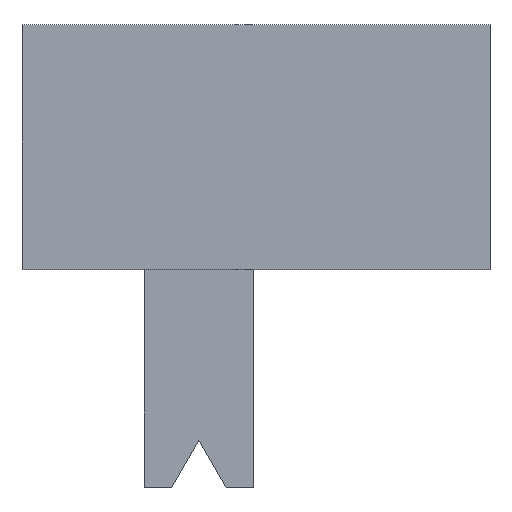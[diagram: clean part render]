
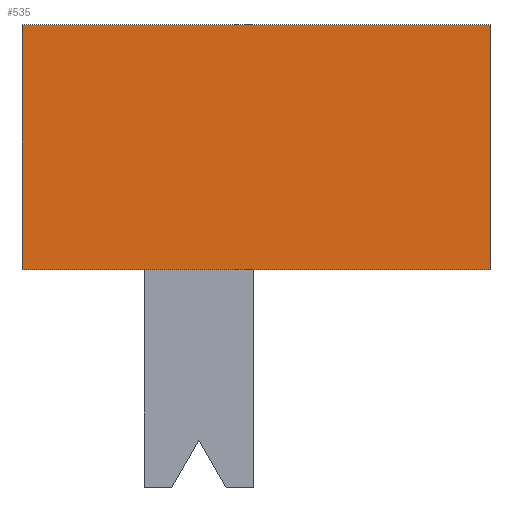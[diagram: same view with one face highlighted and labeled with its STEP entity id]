
A CAD part, top view. The second image highlights one B-rep face of the part: STEP entity #535.
In plain terms, the highlighted planar face has unit normal (0, 0, 1).
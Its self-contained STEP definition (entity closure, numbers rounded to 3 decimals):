
#44 = VECTOR ( 'NONE', #748, 1000. ) ;
#65 = EDGE_CURVE ( 'NONE', #722, #971, #880, .T. ) ;
#84 = DIRECTION ( 'NONE',  ( 0., 0., 1. ) ) ;
#163 = CARTESIAN_POINT ( 'NONE',  ( 4.3, -2.25, 4.7 ) ) ;
#179 = CARTESIAN_POINT ( 'NONE',  ( -4.3, 2.25, 4.7 ) ) ;
#181 = CARTESIAN_POINT ( 'NONE',  ( 4.3, 2.25, 4.7 ) ) ;
#311 = ORIENTED_EDGE ( 'NONE', *, *, #65, .T. ) ;
#330 = ORIENTED_EDGE ( 'NONE', *, *, #1123, .F. ) ;
#373 = CARTESIAN_POINT ( 'NONE',  ( -4.3, 0., 4.7 ) ) ;
#379 = CARTESIAN_POINT ( 'NONE',  ( -4.3, -2.25, 4.7 ) ) ;
#396 = DIRECTION ( 'NONE',  ( 0., -1., 0. ) ) ;
#424 = VERTEX_POINT ( 'NONE', #179 ) ;
#461 = EDGE_CURVE ( 'NONE', #424, #545, #967, .T. ) ;
#470 = DIRECTION ( 'NONE',  ( 1., 0., 0. ) ) ;
#488 = PLANE ( 'NONE',  #1152 ) ;
#510 = VECTOR ( 'NONE', #565, 1000. ) ;
#535 = ADVANCED_FACE ( 'NONE', ( #579 ), #488, .T. ) ;
#545 = VERTEX_POINT ( 'NONE', #379 ) ;
#565 = DIRECTION ( 'NONE',  ( 1., 0., 0. ) ) ;
#567 = LINE ( 'NONE', #1228, #44 ) ;
#579 = FACE_OUTER_BOUND ( 'NONE', #916, .T. ) ;
#722 = VERTEX_POINT ( 'NONE', #163 ) ;
#748 = DIRECTION ( 'NONE',  ( 1., 0., 0. ) ) ;
#755 = CARTESIAN_POINT ( 'NONE',  ( 0., 0., 4.7 ) ) ;
#862 = EDGE_CURVE ( 'NONE', #545, #722, #567, .T. ) ;
#880 = LINE ( 'NONE', #1157, #1012 ) ;
#916 = EDGE_LOOP ( 'NONE', ( #1040, #311, #330, #1215 ) ) ;
#934 = VECTOR ( 'NONE', #396, 1000. ) ;
#967 = LINE ( 'NONE', #373, #934 ) ;
#971 = VERTEX_POINT ( 'NONE', #1099 ) ;
#1012 = VECTOR ( 'NONE', #1245, 1000. ) ;
#1040 = ORIENTED_EDGE ( 'NONE', *, *, #862, .T. ) ;
#1099 = CARTESIAN_POINT ( 'NONE',  ( 4.3, 2.25, 4.7 ) ) ;
#1123 = EDGE_CURVE ( 'NONE', #424, #971, #1127, .T. ) ;
#1127 = LINE ( 'NONE', #181, #510 ) ;
#1152 = AXIS2_PLACEMENT_3D ( 'NONE', #755, #84, #470 ) ;
#1157 = CARTESIAN_POINT ( 'NONE',  ( 4.3, 0., 4.7 ) ) ;
#1215 = ORIENTED_EDGE ( 'NONE', *, *, #461, .T. ) ;
#1228 = CARTESIAN_POINT ( 'NONE',  ( 0., -2.25, 4.7 ) ) ;
#1245 = DIRECTION ( 'NONE',  ( 0., 1., 0. ) ) ;
